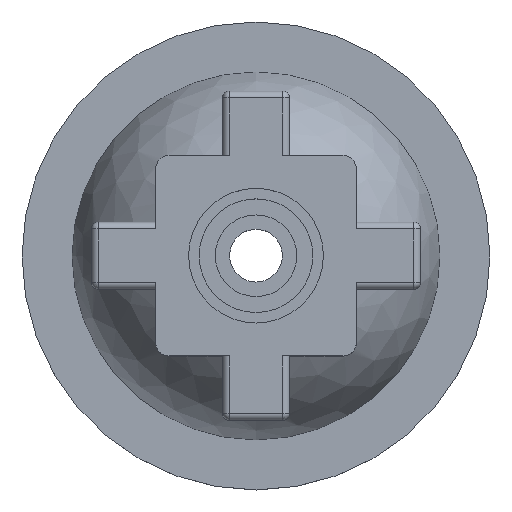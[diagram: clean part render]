
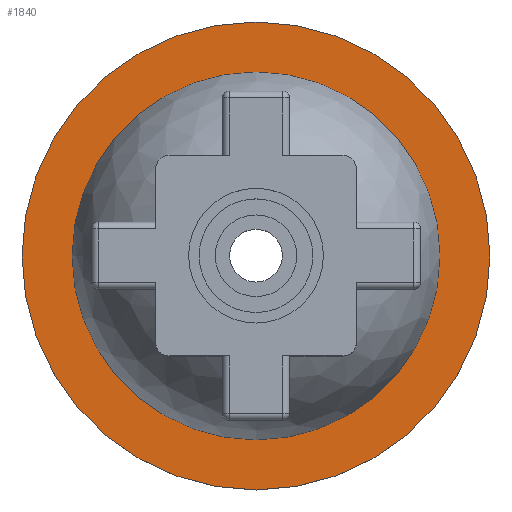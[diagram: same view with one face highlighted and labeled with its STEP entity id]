
A CAD part, top view. The second image highlights one B-rep face of the part: STEP entity #1840.
In plain terms, the highlighted planar face has unit normal (0, 0, 1).
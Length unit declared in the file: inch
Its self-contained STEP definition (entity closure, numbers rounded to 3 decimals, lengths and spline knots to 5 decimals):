
#24=FACE_BOUND('',#556,.T.);
#73=PLANE('',#2094);
#439=FACE_OUTER_BOUND('',#555,.T.);
#555=EDGE_LOOP('',(#1698));
#556=EDGE_LOOP('',(#1699));
#591=CIRCLE('',#1900,1.37599);
#701=CIRCLE('',#2095,1.75);
#767=VERTEX_POINT('',#2882);
#904=VERTEX_POINT('',#4174);
#957=EDGE_CURVE('',#767,#767,#591,.T.);
#1174=EDGE_CURVE('',#904,#904,#701,.T.);
#1698=ORIENTED_EDGE('',*,*,#1174,.T.);
#1699=ORIENTED_EDGE('',*,*,#957,.F.);
#1840=ADVANCED_FACE('',(#439,#24),#73,.F.);
#1900=AXIS2_PLACEMENT_3D('',#2884,#2207,#2208);
#2094=AXIS2_PLACEMENT_3D('',#4173,#2680,#2681);
#2095=AXIS2_PLACEMENT_3D('',#4175,#2682,#2683);
#2207=DIRECTION('center_axis',(0.,0.,1.));
#2208=DIRECTION('ref_axis',(0.,1.,0.));
#2680=DIRECTION('center_axis',(0.,0.,-1.));
#2681=DIRECTION('ref_axis',(1.,0.,0.));
#2682=DIRECTION('center_axis',(0.,0.,1.));
#2683=DIRECTION('ref_axis',(1.,0.,0.));
#2882=CARTESIAN_POINT('',(-1.37599,0.,0.19685));
#2884=CARTESIAN_POINT('Origin',(0.,0.,0.19685));
#4173=CARTESIAN_POINT('Origin',(0.,0.,0.19685));
#4174=CARTESIAN_POINT('',(-1.75,0.,0.19685));
#4175=CARTESIAN_POINT('Origin',(0.,0.,0.19685));
